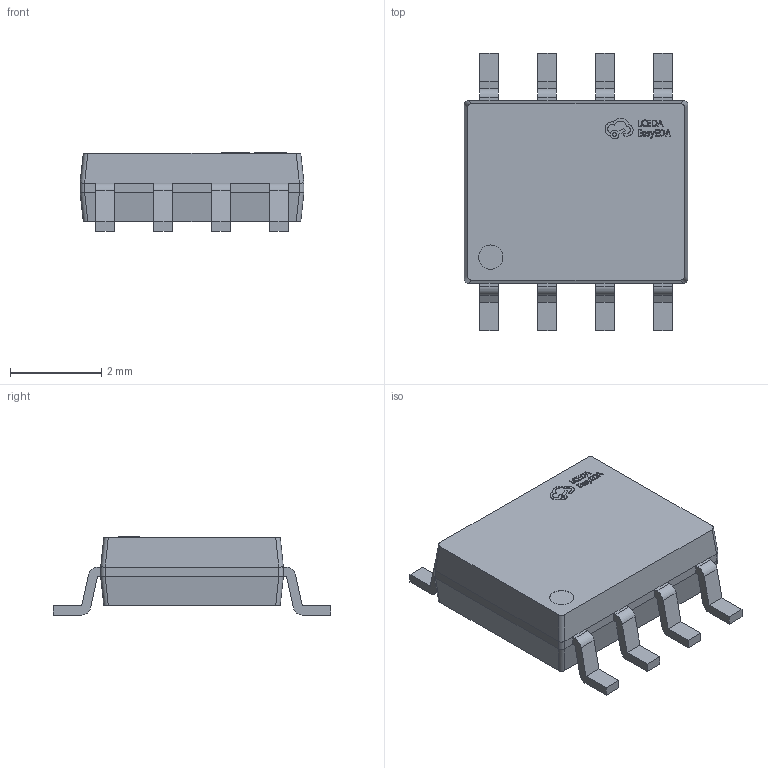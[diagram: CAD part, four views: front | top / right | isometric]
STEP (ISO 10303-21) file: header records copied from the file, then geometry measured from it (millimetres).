
FILE_DESCRIPTION (( 'STEP AP214' ), '1' );
FILE_NAME ('SOIC-8_L4.9-W4.0-P1.27-LS6.0-BL.STEP', '2022-08-15T16:03:55', ( '微软用户' ), ( '微软中国' ), 'SwSTEP 2.0', 'SolidWorks 2020', '' );
FILE_SCHEMA (( 'AUTOMOTIVE_DESIGN' ));
Length unit declared in the file: millimetre
Products named in the file (1): SOIC-8_L4.9-W4.0-P1.27-LS6.0-BL
Bounding box: 4.9 x 6.07 x 1.71 mm (x, y, z)
Volume: 29.7 mm3; surface area: 79.1 mm2
Topology: 1 solids, 1 shells, 349 faces, 949 edges, 622 vertices
Faces by surface type: plane 221, bspline 98, cylinder 30
Entity records: 15248 total; most frequent: CARTESIAN_POINT 3323, ORIENTED_EDGE 1898, DIRECTION 1257, EDGE_CURVE 949, LINE 681, VECTOR 681, VERTEX_POINT 622, EDGE_LOOP 369
